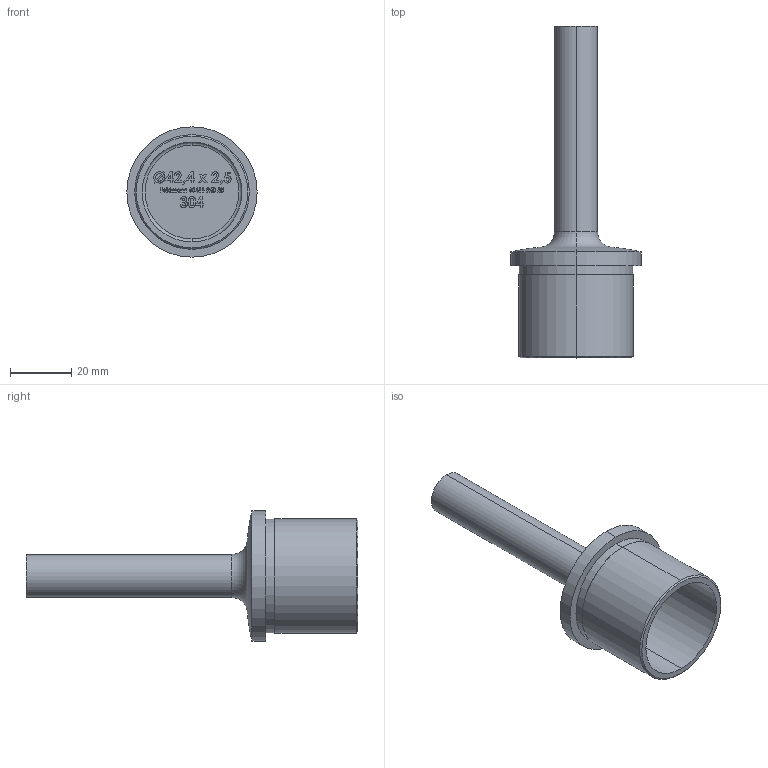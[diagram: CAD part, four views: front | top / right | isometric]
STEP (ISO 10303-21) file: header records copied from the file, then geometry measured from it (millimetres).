
FILE_DESCRIPTION (( 'STEP AP203' ), '1' );
FILE_NAME ('60411-240-25.step', '2019-09-12T08:11:21', ( '' ), ( '' ), 'SwSTEP 2.0', 'SolidWorks 2015', '' );
FILE_SCHEMA (( 'CONFIG_CONTROL_DESIGN' ));
Length unit declared in the file: millimetre
Products named in the file (1): 60411-240-25
Bounding box: 42.4 x 108 x 42.4 mm (x, y, z)
Volume: 25324.2 mm3; surface area: 13295.1 mm2
Topology: 1 solids, 1 shells, 434 faces, 1139 edges, 756 vertices
Faces by surface type: plane 266, bspline 150, cylinder 10, torus 6, cone 2
Entity records: 21576 total; most frequent: CARTESIAN_POINT 11784, ORIENTED_EDGE 2278, DIRECTION 1441, EDGE_CURVE 1139, VECTOR 807, LINE 807, VERTEX_POINT 756, EDGE_LOOP 483
